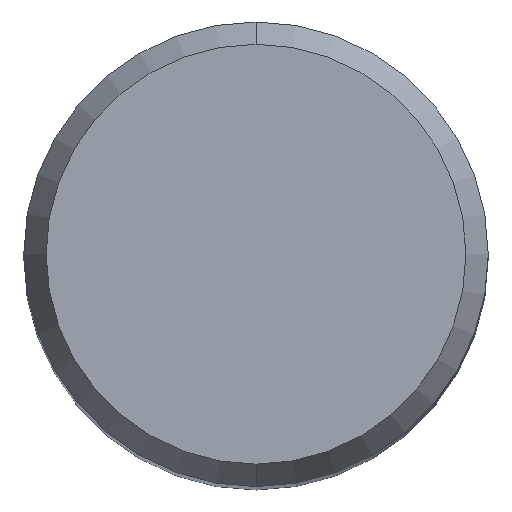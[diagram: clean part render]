
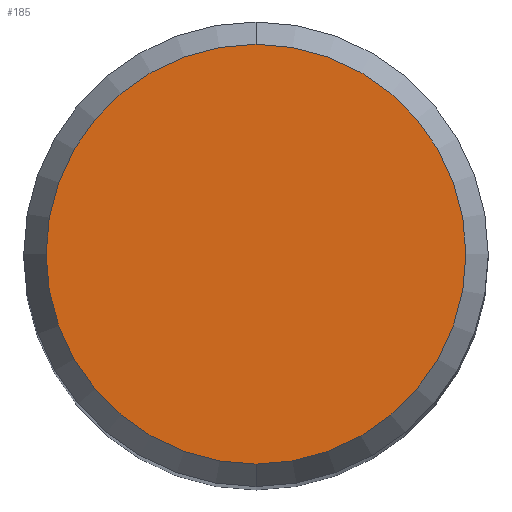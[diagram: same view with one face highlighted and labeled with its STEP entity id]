
A CAD part, top view. The second image highlights one B-rep face of the part: STEP entity #185.
In plain terms, the highlighted planar face has unit normal (0, 0, 1).
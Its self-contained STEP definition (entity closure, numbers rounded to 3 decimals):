
#117=EDGE_CURVE('',#139,#165,#249,.T.);
#133=EDGE_CURVE('',#165,#139,#265,.T.);
#139=VERTEX_POINT('',#272);
#165=VERTEX_POINT('',#300);
#185=ADVANCED_FACE('',(#325),#326,.T.);
#249=CIRCLE('',#392,4.304);
#265=CIRCLE('',#416,4.304);
#272=CARTESIAN_POINT('',(0.0,4.304,0.01));
#300=CARTESIAN_POINT('',(0.,-4.304,0.01));
#325=FACE_OUTER_BOUND('',#485,.T.);
#326=PLANE('',#486);
#392=AXIS2_PLACEMENT_3D('',#555,#556,#557);
#416=AXIS2_PLACEMENT_3D('',#568,#569,#570);
#485=EDGE_LOOP('',(#649,#650));
#486=AXIS2_PLACEMENT_3D('',#651,#652,#653);
#555=CARTESIAN_POINT('',(0.0,0.0,0.01));
#556=DIRECTION('',(0.0,0.0,-1.0));
#557=DIRECTION('',(0.0,1.0,0.0));
#568=CARTESIAN_POINT('',(0.0,0.0,0.01));
#569=DIRECTION('',(0.0,0.0,-1.0));
#570=DIRECTION('',(0.0,1.0,0.0));
#649=ORIENTED_EDGE('',*,*,#117,.F.);
#650=ORIENTED_EDGE('',*,*,#133,.F.);
#651=CARTESIAN_POINT('',(0.0,2.152,0.01));
#652=DIRECTION('',(-0.0,0.0,1.0));
#653=DIRECTION('',(0.0,-1.0,0.0));
